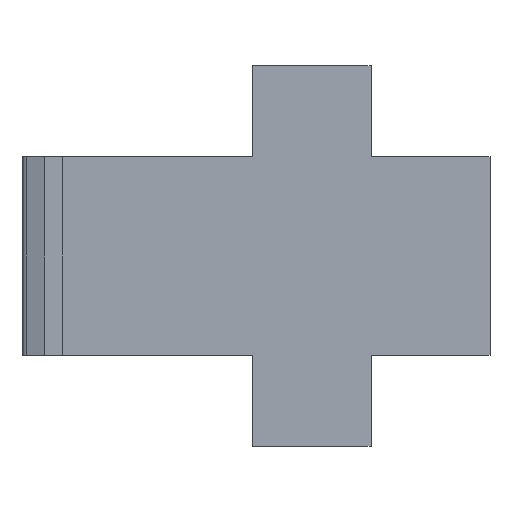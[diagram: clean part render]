
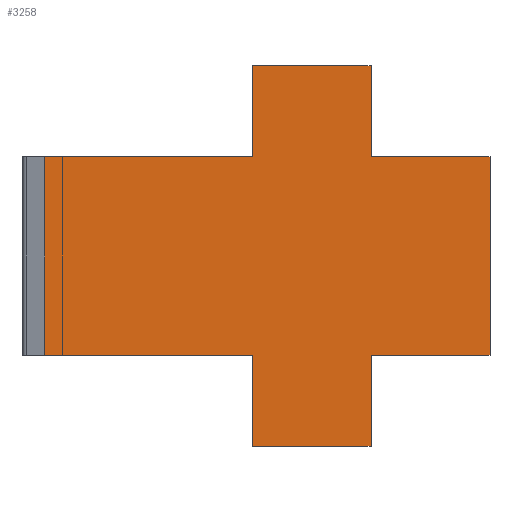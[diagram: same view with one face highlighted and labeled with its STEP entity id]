
A CAD part, left-side view. The second image highlights one B-rep face of the part: STEP entity #3258.
In plain terms, the highlighted planar face has unit normal (-1, 0, 0).
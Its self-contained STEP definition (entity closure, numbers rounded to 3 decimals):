
#266 = EDGE_CURVE ( 'NONE', #9469, #7546, #4365, .T. ) ;
#291 = DIRECTION ( 'NONE',  ( 0., -1., 0. ) ) ;
#336 = CARTESIAN_POINT ( 'NONE',  ( -20., -5.8, -2.5 ) ) ;
#352 = CARTESIAN_POINT ( 'NONE',  ( -20., 0.2, 4.8 ) ) ;
#446 = LINE ( 'NONE', #4427, #10937 ) ;
#720 = ORIENTED_EDGE ( 'NONE', *, *, #5992, .T. ) ;
#824 = DIRECTION ( 'NONE',  ( 0., 0., 1. ) ) ;
#888 = EDGE_CURVE ( 'NONE', #7546, #7719, #3909, .T. ) ;
#919 = ORIENTED_EDGE ( 'NONE', *, *, #1935, .T. ) ;
#1126 = CARTESIAN_POINT ( 'NONE',  ( -20., -2.8, 4.8 ) ) ;
#1528 = VECTOR ( 'NONE', #10088, 1000. ) ;
#1570 = VECTOR ( 'NONE', #10047, 1000. ) ;
#1583 = DIRECTION ( 'NONE',  ( 1., 0., 0. ) ) ;
#1839 = EDGE_CURVE ( 'NONE', #2291, #10449, #11305, .T. ) ;
#1914 = DIRECTION ( 'NONE',  ( 0., -1., 0. ) ) ;
#1935 = EDGE_CURVE ( 'NONE', #8713, #9125, #10664, .T. ) ;
#2156 = CARTESIAN_POINT ( 'NONE',  ( -20., 5.424, -2.5 ) ) ;
#2291 = VERTEX_POINT ( 'NONE', #11656 ) ;
#2385 = CARTESIAN_POINT ( 'NONE',  ( -20., 6., -2.5 ) ) ;
#2585 = CARTESIAN_POINT ( 'NONE',  ( -20., -2.8, -4.8 ) ) ;
#2592 = DIRECTION ( 'NONE',  ( 0., 0., -1. ) ) ;
#2853 = CARTESIAN_POINT ( 'NONE',  ( -20., -2.8, 4.8 ) ) ;
#2908 = LINE ( 'NONE', #2853, #9131 ) ;
#3258 = ADVANCED_FACE ( 'NONE', ( #10270 ), #12054, .F. ) ;
#3711 = VERTEX_POINT ( 'NONE', #10253 ) ;
#3865 = EDGE_CURVE ( 'NONE', #3711, #6213, #4025, .T. ) ;
#3909 = LINE ( 'NONE', #4980, #4718 ) ;
#4025 = LINE ( 'NONE', #5801, #6860 ) ;
#4069 = ORIENTED_EDGE ( 'NONE', *, *, #9583, .T. ) ;
#4238 = DIRECTION ( 'NONE',  ( 0., 0., -1. ) ) ;
#4263 = CARTESIAN_POINT ( 'NONE',  ( -20., 0.2, -2.5 ) ) ;
#4269 = LINE ( 'NONE', #8079, #1570 ) ;
#4365 = LINE ( 'NONE', #6215, #1528 ) ;
#4427 = CARTESIAN_POINT ( 'NONE',  ( -20., 0.2, 4.8 ) ) ;
#4718 = VECTOR ( 'NONE', #5874, 1000. ) ;
#4811 = DIRECTION ( 'NONE',  ( 0., -1., 0. ) ) ;
#4819 = ORIENTED_EDGE ( 'NONE', *, *, #9417, .T. ) ;
#4821 = LINE ( 'NONE', #8699, #5218 ) ;
#4975 = DIRECTION ( 'NONE',  ( 0., -1., 0. ) ) ;
#4980 = CARTESIAN_POINT ( 'NONE',  ( -20., 0.2, 4.8 ) ) ;
#5033 = VECTOR ( 'NONE', #291, 1000. ) ;
#5078 = VECTOR ( 'NONE', #4811, 1000. ) ;
#5218 = VECTOR ( 'NONE', #5899, 1000. ) ;
#5260 = CARTESIAN_POINT ( 'NONE',  ( -20., 6., 2.5 ) ) ;
#5357 = LINE ( 'NONE', #2385, #5033 ) ;
#5584 = ORIENTED_EDGE ( 'NONE', *, *, #9247, .T. ) ;
#5801 = CARTESIAN_POINT ( 'NONE',  ( -20., 0.2, -4.8 ) ) ;
#5874 = DIRECTION ( 'NONE',  ( 0., 1., 0. ) ) ;
#5899 = DIRECTION ( 'NONE',  ( 0., 0., -1. ) ) ;
#5918 = VERTEX_POINT ( 'NONE', #8882 ) ;
#5992 = EDGE_CURVE ( 'NONE', #9125, #3711, #4821, .T. ) ;
#6070 = VECTOR ( 'NONE', #11557, 1000. ) ;
#6213 = VERTEX_POINT ( 'NONE', #2585 ) ;
#6215 = CARTESIAN_POINT ( 'NONE',  ( -20., -2.8, 4.8 ) ) ;
#6474 = EDGE_CURVE ( 'NONE', #10592, #8084, #5357, .T. ) ;
#6672 = ORIENTED_EDGE ( 'NONE', *, *, #3865, .T. ) ;
#6726 = LINE ( 'NONE', #10595, #5078 ) ;
#6738 = CARTESIAN_POINT ( 'NONE',  ( -20., 6., 2.5 ) ) ;
#6841 = CARTESIAN_POINT ( 'NONE',  ( -20., 5.424, -2.5 ) ) ;
#6860 = VECTOR ( 'NONE', #4975, 1000. ) ;
#7166 = CARTESIAN_POINT ( 'NONE',  ( -20., -2.8, 2.5 ) ) ;
#7252 = AXIS2_PLACEMENT_3D ( 'NONE', #5260, #1583, #8239 ) ;
#7546 = VERTEX_POINT ( 'NONE', #1126 ) ;
#7719 = VERTEX_POINT ( 'NONE', #352 ) ;
#7871 = LINE ( 'NONE', #2156, #10335 ) ;
#7948 = ORIENTED_EDGE ( 'NONE', *, *, #266, .T. ) ;
#7994 = ORIENTED_EDGE ( 'NONE', *, *, #6474, .T. ) ;
#8005 = ORIENTED_EDGE ( 'NONE', *, *, #8116, .T. ) ;
#8014 = ORIENTED_EDGE ( 'NONE', *, *, #9586, .F. ) ;
#8079 = CARTESIAN_POINT ( 'NONE',  ( -20., -5.8, 2.5 ) ) ;
#8084 = VERTEX_POINT ( 'NONE', #336 ) ;
#8116 = EDGE_CURVE ( 'NONE', #8084, #5918, #4269, .T. ) ;
#8119 = ORIENTED_EDGE ( 'NONE', *, *, #888, .T. ) ;
#8225 = EDGE_LOOP ( 'NONE', ( #8014, #7948, #8119, #4819, #8411, #5584, #919, #720, #6672, #4069, #7994, #8005 ) ) ;
#8239 = DIRECTION ( 'NONE',  ( 0., 0., -1. ) ) ;
#8304 = VECTOR ( 'NONE', #1914, 1000. ) ;
#8411 = ORIENTED_EDGE ( 'NONE', *, *, #1839, .F. ) ;
#8699 = CARTESIAN_POINT ( 'NONE',  ( -20., 0.2, 4.8 ) ) ;
#8701 = CARTESIAN_POINT ( 'NONE',  ( -20., 6., -2.5 ) ) ;
#8713 = VERTEX_POINT ( 'NONE', #6841 ) ;
#8882 = CARTESIAN_POINT ( 'NONE',  ( -20., -5.8, 2.5 ) ) ;
#9125 = VERTEX_POINT ( 'NONE', #4263 ) ;
#9131 = VECTOR ( 'NONE', #824, 1000. ) ;
#9247 = EDGE_CURVE ( 'NONE', #2291, #8713, #7871, .T. ) ;
#9417 = EDGE_CURVE ( 'NONE', #7719, #10449, #446, .T. ) ;
#9469 = VERTEX_POINT ( 'NONE', #7166 ) ;
#9583 = EDGE_CURVE ( 'NONE', #6213, #10592, #2908, .T. ) ;
#9586 = EDGE_CURVE ( 'NONE', #9469, #5918, #6726, .T. ) ;
#9902 = CARTESIAN_POINT ( 'NONE',  ( -20., -2.8, -2.5 ) ) ;
#10047 = DIRECTION ( 'NONE',  ( 0., 0., 1. ) ) ;
#10088 = DIRECTION ( 'NONE',  ( 0., 0., 1. ) ) ;
#10253 = CARTESIAN_POINT ( 'NONE',  ( -20., 0.2, -4.8 ) ) ;
#10270 = FACE_OUTER_BOUND ( 'NONE', #8225, .T. ) ;
#10335 = VECTOR ( 'NONE', #4238, 1000. ) ;
#10449 = VERTEX_POINT ( 'NONE', #10850 ) ;
#10592 = VERTEX_POINT ( 'NONE', #9902 ) ;
#10595 = CARTESIAN_POINT ( 'NONE',  ( -20., 6., 2.5 ) ) ;
#10664 = LINE ( 'NONE', #8701, #8304 ) ;
#10850 = CARTESIAN_POINT ( 'NONE',  ( -20., 0.2, 2.5 ) ) ;
#10937 = VECTOR ( 'NONE', #2592, 1000. ) ;
#11305 = LINE ( 'NONE', #6738, #6070 ) ;
#11557 = DIRECTION ( 'NONE',  ( 0., -1., 0. ) ) ;
#11656 = CARTESIAN_POINT ( 'NONE',  ( -20., 5.424, 2.5 ) ) ;
#12054 = PLANE ( 'NONE',  #7252 ) ;
